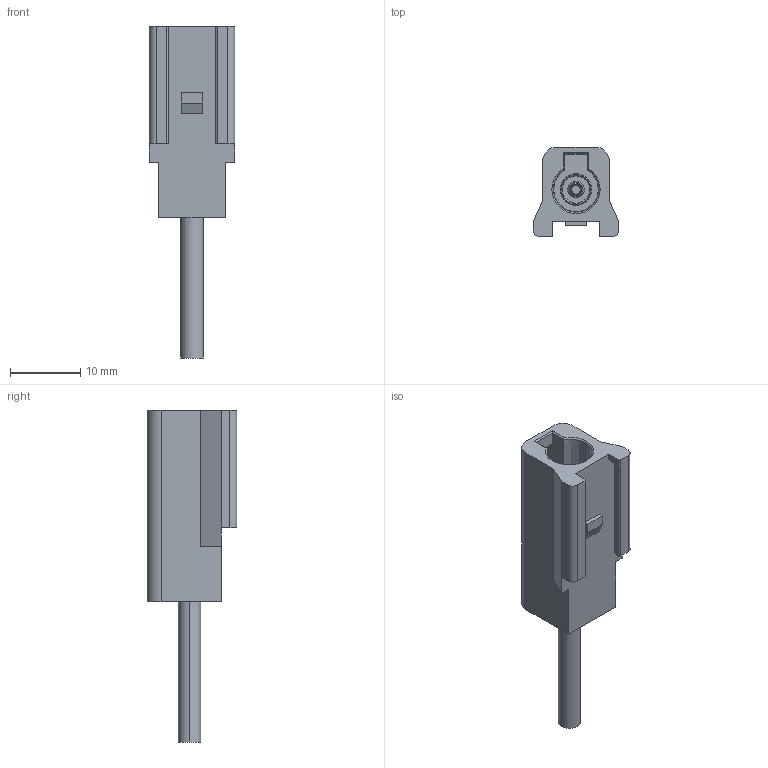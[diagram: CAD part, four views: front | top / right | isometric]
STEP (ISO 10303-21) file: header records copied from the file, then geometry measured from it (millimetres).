
FILE_DESCRIPTION (( 'STEP AP214' ), '1' );
FILE_NAME ('HPC1153 3D.STEP', '2024-01-25T02:46:57', ( '' ), ( '' ), 'SwSTEP 2.0', 'SolidWorks 2022', '' );
FILE_SCHEMA (( 'AUTOMOTIVE_DESIGN' ));
Length unit declared in the file: millimetre
Products named in the file (1): HPC1153 3D
Bounding box: 12.2 x 12.8 x 47.4 mm (x, y, z)
Volume: 2709.5 mm3; surface area: 2221.7 mm2
Topology: 1 solids, 1 shells, 171 faces, 428 edges, 276 vertices
Faces by surface type: plane 110, cylinder 42, cone 18, bspline 1
Entity records: 5111 total; most frequent: CARTESIAN_POINT 904, DIRECTION 866, ORIENTED_EDGE 856, EDGE_CURVE 428, LINE 320, VECTOR 320, VERTEX_POINT 276, AXIS2_PLACEMENT_3D 273
